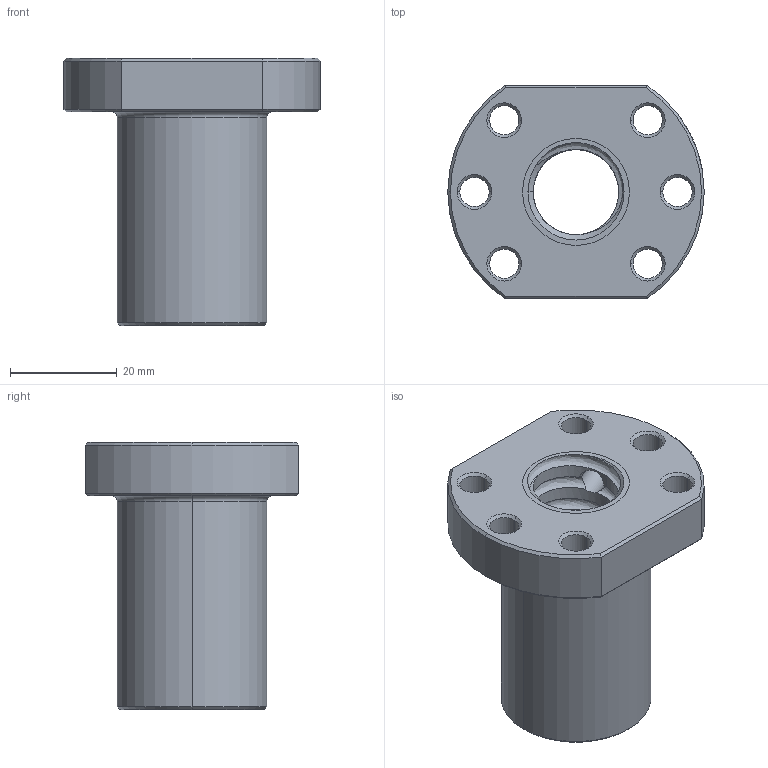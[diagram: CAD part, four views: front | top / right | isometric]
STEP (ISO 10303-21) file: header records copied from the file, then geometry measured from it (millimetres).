
FILE_DESCRIPTION (( 'STEP AP214' ), '1' );
FILE_NAME ('SFU-1605.STEP', '2021-10-01T18:51:52', ( '' ), ( '' ), 'SwSTEP 2.0', 'SolidWorks 2021', '' );
FILE_SCHEMA (( 'AUTOMOTIVE_DESIGN' ));
Length unit declared in the file: millimetre
Products named in the file (1): SFU-1605
Bounding box: 48 x 40 x 50 mm (x, y, z)
Volume: 28132.8 mm3; surface area: 12017.4 mm2
Topology: 1 solids, 1 shells, 83 faces, 211 edges, 132 vertices
Faces by surface type: cylinder 40, cone 25, plane 12, bspline 4, torus 2
Entity records: 7659 total; most frequent: CARTESIAN_POINT 5576, ORIENTED_EDGE 422, DIRECTION 377, EDGE_CURVE 211, AXIS2_PLACEMENT_3D 153, VERTEX_POINT 132, EDGE_LOOP 101, ADVANCED_FACE 83
